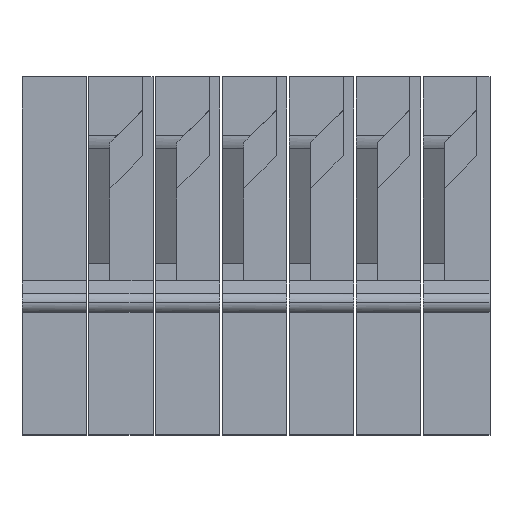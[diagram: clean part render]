
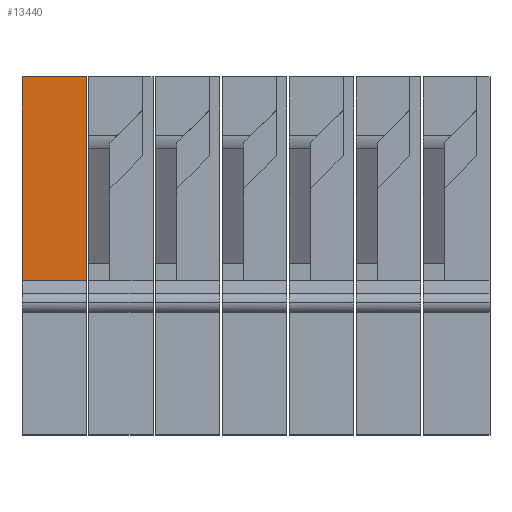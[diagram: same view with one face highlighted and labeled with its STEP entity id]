
A CAD part, top view. The second image highlights one B-rep face of the part: STEP entity #13440.
In plain terms, the highlighted planar face has unit normal (0, 0, 1).
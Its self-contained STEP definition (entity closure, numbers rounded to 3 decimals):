
#12387=CARTESIAN_POINT('',(0.,5.85,-2.65));
#12388=VERTEX_POINT('',#12387);
#12396=CARTESIAN_POINT('',(0.,13.6,-2.65));
#12397=VERTEX_POINT('',#12396);
#12398=CARTESIAN_POINT('',(0.,5.85,-2.65));
#12399=CARTESIAN_POINT('',(0.,8.433,-2.65));
#12400=CARTESIAN_POINT('',(0.,11.017,-2.65));
#12401=CARTESIAN_POINT('',(0.,13.6,-2.65));
#12402=B_SPLINE_CURVE_WITH_KNOTS('',3,(#12398,#12399,#12400,#12401),.UNSPECIFIED.,.F.,.F.,(4,4),(0.,7.75),.UNSPECIFIED.);
#12403=EDGE_CURVE('',#12388,#12397,#12402,.T.);
#13394=CARTESIAN_POINT('',(2.44,13.6,-2.65));
#13395=VERTEX_POINT('',#13394);
#13405=CARTESIAN_POINT('',(2.44,13.6,-2.65));
#13406=CARTESIAN_POINT('',(1.627,13.6,-2.65));
#13407=CARTESIAN_POINT('',(0.813,13.6,-2.65));
#13408=CARTESIAN_POINT('',(0.,13.6,-2.65));
#13409=B_SPLINE_CURVE_WITH_KNOTS('',3,(#13405,#13406,#13407,#13408),.UNSPECIFIED.,.F.,.F.,(4,4),(0.,2.44),.UNSPECIFIED.);
#13410=EDGE_CURVE('',#13395,#12397,#13409,.T.);
#13415=CARTESIAN_POINT('',(17.78,0.,-2.65));
#13416=DIRECTION('',(0.,0.,1.));
#13417=DIRECTION('',(1.,0.,0.));
#13418=AXIS2_PLACEMENT_3D('',#13415,#13416,#13417);
#13419=PLANE('',#13418);
#13420=CARTESIAN_POINT('',(2.44,5.85,-2.65));
#13421=VERTEX_POINT('',#13420);
#13422=CARTESIAN_POINT('',(2.44,13.6,-2.65));
#13423=CARTESIAN_POINT('',(2.44,11.017,-2.65));
#13424=CARTESIAN_POINT('',(2.44,8.433,-2.65));
#13425=CARTESIAN_POINT('',(2.44,5.85,-2.65));
#13426=B_SPLINE_CURVE_WITH_KNOTS('',3,(#13422,#13423,#13424,#13425),.UNSPECIFIED.,.F.,.F.,(4,4),(0.,7.75),.UNSPECIFIED.);
#13427=EDGE_CURVE('',#13395,#13421,#13426,.T.);
#13428=ORIENTED_EDGE('',*,*,#13427,.F.);
#13429=ORIENTED_EDGE('',*,*,#13410,.T.);
#13430=ORIENTED_EDGE('',*,*,#12403,.F.);
#13431=CARTESIAN_POINT('',(2.44,5.85,-2.65));
#13432=CARTESIAN_POINT('',(1.627,5.85,-2.65));
#13433=CARTESIAN_POINT('',(0.813,5.85,-2.65));
#13434=CARTESIAN_POINT('',(0.,5.85,-2.65));
#13435=B_SPLINE_CURVE_WITH_KNOTS('',3,(#13431,#13432,#13433,#13434),.UNSPECIFIED.,.F.,.F.,(4,4),(0.,2.44),.UNSPECIFIED.);
#13436=EDGE_CURVE('',#13421,#12388,#13435,.T.);
#13437=ORIENTED_EDGE('',*,*,#13436,.F.);
#13438=EDGE_LOOP('',(#13428,#13429,#13430,#13437));
#13439=FACE_BOUND('',#13438,.T.);
#13440=ADVANCED_FACE('',(#13439),#13419,.T.);
